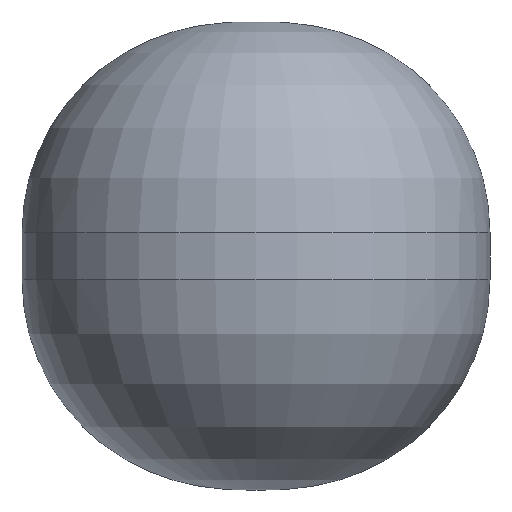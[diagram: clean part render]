
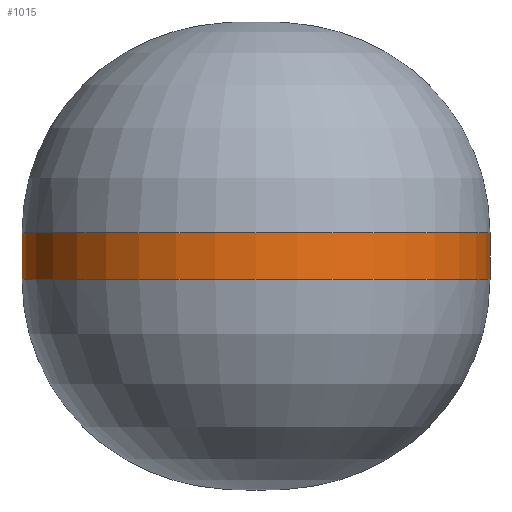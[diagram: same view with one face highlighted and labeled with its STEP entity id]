
A CAD part, front view. The second image highlights one B-rep face of the part: STEP entity #1015.
In plain terms, the highlighted cylindrical face has radius 10 mm (diameter 20 mm), a partial arc.
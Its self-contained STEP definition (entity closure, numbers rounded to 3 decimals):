
#24 = VERTEX_POINT('',#25);
#25 = CARTESIAN_POINT('',(10.,-20.,9.));
#32 = PLANE('',#33);
#33 = AXIS2_PLACEMENT_3D('',#34,#35,#36);
#34 = CARTESIAN_POINT('',(0.,0.,0.));
#35 = DIRECTION('',(0.894,0.447,-0.));
#36 = DIRECTION('',(0.447,-0.894,0.));
#85 = VERTEX_POINT('',#86);
#86 = CARTESIAN_POINT('',(10.,-20.,11.));
#112 = EDGE_CURVE('',#24,#85,#113,.T.);
#113 = SURFACE_CURVE('',#114,(#118,#125),.PCURVE_S1.);
#114 = LINE('',#115,#116);
#115 = CARTESIAN_POINT('',(10.,-20.,0.));
#116 = VECTOR('',#117,1.);
#117 = DIRECTION('',(0.,0.,1.));
#118 = PCURVE('',#32,#119);
#119 = DEFINITIONAL_REPRESENTATION('',(#120),#124);
#120 = LINE('',#121,#122);
#121 = CARTESIAN_POINT('',(22.361,0.));
#122 = VECTOR('',#123,1.);
#123 = DIRECTION('',(0.,-1.));
#124 = ( GEOMETRIC_REPRESENTATION_CONTEXT(2) 
PARAMETRIC_REPRESENTATION_CONTEXT() REPRESENTATION_CONTEXT('2D SPACE',''
  ) );
#125 = PCURVE('',#126,#131);
#126 = CYLINDRICAL_SURFACE('',#127,10.);
#127 = AXIS2_PLACEMENT_3D('',#128,#129,#130);
#128 = CARTESIAN_POINT('',(0.,-20.,0.));
#129 = DIRECTION('',(0.,0.,-1.));
#130 = DIRECTION('',(1.,0.,0.));
#131 = DEFINITIONAL_REPRESENTATION('',(#132),#136);
#132 = LINE('',#133,#134);
#133 = CARTESIAN_POINT('',(0.,0.));
#134 = VECTOR('',#135,1.);
#135 = DIRECTION('',(0.,-1.));
#136 = ( GEOMETRIC_REPRESENTATION_CONTEXT(2) 
PARAMETRIC_REPRESENTATION_CONTEXT() REPRESENTATION_CONTEXT('2D SPACE',''
  ) );
#607 = SURFACE_OF_REVOLUTION('',#608,#621);
#608 = B_SPLINE_CURVE_WITH_KNOTS('',6,(#609,#610,#611,#612,#613,#614,
    #615,#616,#617,#618,#619,#620),.UNSPECIFIED.,.F.,.F.,(7,5,7),(0.,
    0.785,1.571),.UNSPECIFIED.);
#609 = CARTESIAN_POINT('',(10.,-20.,9.));
#610 = CARTESIAN_POINT('',(10.,-20.,7.822));
#611 = CARTESIAN_POINT('',(9.815,-20.,6.644));
#612 = CARTESIAN_POINT('',(9.445,-20.,5.502));
#613 = CARTESIAN_POINT('',(8.899,-20.,4.433));
#614 = CARTESIAN_POINT('',(8.197,-20.,3.469));
#615 = CARTESIAN_POINT('',(6.531,-20.,1.803));
#616 = CARTESIAN_POINT('',(5.567,-20.,1.101));
#617 = CARTESIAN_POINT('',(4.498,-20.,0.555));
#618 = CARTESIAN_POINT('',(3.356,-20.,0.185));
#619 = CARTESIAN_POINT('',(2.178,-20.,0.));
#620 = CARTESIAN_POINT('',(1.,-20.,0.));
#621 = AXIS1_PLACEMENT('',#622,#623);
#622 = CARTESIAN_POINT('',(0.,-20.,9.));
#623 = DIRECTION('',(-0.,0.,-1.));
#776 = PLANE('',#777);
#777 = AXIS2_PLACEMENT_3D('',#778,#779,#780);
#778 = CARTESIAN_POINT('',(-10.,-20.,0.));
#779 = DIRECTION('',(-0.894,0.447,0.));
#780 = DIRECTION('',(0.447,0.894,0.));
#1015 = ADVANCED_FACE('',(#1016),#126,.T.);
#1016 = FACE_BOUND('',#1017,.T.);
#1017 = EDGE_LOOP('',(#1018,#1019,#1060,#1083));
#1018 = ORIENTED_EDGE('',*,*,#112,.T.);
#1019 = ORIENTED_EDGE('',*,*,#1020,.T.);
#1020 = EDGE_CURVE('',#85,#1021,#1023,.T.);
#1021 = VERTEX_POINT('',#1022);
#1022 = CARTESIAN_POINT('',(-10.,-20.,11.));
#1023 = SURFACE_CURVE('',#1024,(#1029,#1036),.PCURVE_S1.);
#1024 = CIRCLE('',#1025,10.);
#1025 = AXIS2_PLACEMENT_3D('',#1026,#1027,#1028);
#1026 = CARTESIAN_POINT('',(0.,-20.,11.));
#1027 = DIRECTION('',(0.,0.,-1.));
#1028 = DIRECTION('',(1.,0.,0.));
#1029 = PCURVE('',#126,#1030);
#1030 = DEFINITIONAL_REPRESENTATION('',(#1031),#1035);
#1031 = LINE('',#1032,#1033);
#1032 = CARTESIAN_POINT('',(0.,-11.));
#1033 = VECTOR('',#1034,1.);
#1034 = DIRECTION('',(1.,0.));
#1035 = ( GEOMETRIC_REPRESENTATION_CONTEXT(2) 
PARAMETRIC_REPRESENTATION_CONTEXT() REPRESENTATION_CONTEXT('2D SPACE',''
  ) );
#1036 = PCURVE('',#1037,#1054);
#1037 = SURFACE_OF_REVOLUTION('',#1038,#1051);
#1038 = B_SPLINE_CURVE_WITH_KNOTS('',6,(#1039,#1040,#1041,#1042,#1043,
    #1044,#1045,#1046,#1047,#1048,#1049,#1050),.UNSPECIFIED.,.F.,.F.,(7,
    5,7),(0.,0.785,1.571),.UNSPECIFIED.);
#1039 = CARTESIAN_POINT('',(10.,-20.,11.));
#1040 = CARTESIAN_POINT('',(10.,-20.,12.178));
#1041 = CARTESIAN_POINT('',(9.815,-20.,13.356));
#1042 = CARTESIAN_POINT('',(9.445,-20.,14.498));
#1043 = CARTESIAN_POINT('',(8.899,-20.,15.567));
#1044 = CARTESIAN_POINT('',(8.197,-20.,16.531));
#1045 = CARTESIAN_POINT('',(6.531,-20.,18.197));
#1046 = CARTESIAN_POINT('',(5.567,-20.,18.899));
#1047 = CARTESIAN_POINT('',(4.498,-20.,19.445));
#1048 = CARTESIAN_POINT('',(3.356,-20.,19.815));
#1049 = CARTESIAN_POINT('',(2.178,-20.,20.));
#1050 = CARTESIAN_POINT('',(1.,-20.,20.));
#1051 = AXIS1_PLACEMENT('',#1052,#1053);
#1052 = CARTESIAN_POINT('',(0.,-20.,11.));
#1053 = DIRECTION('',(0.,-0.,1.));
#1054 = DEFINITIONAL_REPRESENTATION('',(#1055),#1059);
#1055 = LINE('',#1056,#1057);
#1056 = CARTESIAN_POINT('',(-0.,0.));
#1057 = VECTOR('',#1058,1.);
#1058 = DIRECTION('',(-1.,0.));
#1059 = ( GEOMETRIC_REPRESENTATION_CONTEXT(2) 
PARAMETRIC_REPRESENTATION_CONTEXT() REPRESENTATION_CONTEXT('2D SPACE',''
  ) );
#1060 = ORIENTED_EDGE('',*,*,#1061,.F.);
#1061 = EDGE_CURVE('',#1062,#1021,#1064,.T.);
#1062 = VERTEX_POINT('',#1063);
#1063 = CARTESIAN_POINT('',(-10.,-20.,9.));
#1064 = SURFACE_CURVE('',#1065,(#1069,#1076),.PCURVE_S1.);
#1065 = LINE('',#1066,#1067);
#1066 = CARTESIAN_POINT('',(-10.,-20.,0.));
#1067 = VECTOR('',#1068,1.);
#1068 = DIRECTION('',(0.,0.,1.));
#1069 = PCURVE('',#126,#1070);
#1070 = DEFINITIONAL_REPRESENTATION('',(#1071),#1075);
#1071 = LINE('',#1072,#1073);
#1072 = CARTESIAN_POINT('',(3.142,0.));
#1073 = VECTOR('',#1074,1.);
#1074 = DIRECTION('',(0.,-1.));
#1075 = ( GEOMETRIC_REPRESENTATION_CONTEXT(2) 
PARAMETRIC_REPRESENTATION_CONTEXT() REPRESENTATION_CONTEXT('2D SPACE',''
  ) );
#1076 = PCURVE('',#776,#1077);
#1077 = DEFINITIONAL_REPRESENTATION('',(#1078),#1082);
#1078 = LINE('',#1079,#1080);
#1079 = CARTESIAN_POINT('',(0.,0.));
#1080 = VECTOR('',#1081,1.);
#1081 = DIRECTION('',(0.,-1.));
#1082 = ( GEOMETRIC_REPRESENTATION_CONTEXT(2) 
PARAMETRIC_REPRESENTATION_CONTEXT() REPRESENTATION_CONTEXT('2D SPACE',''
  ) );
#1083 = ORIENTED_EDGE('',*,*,#1084,.F.);
#1084 = EDGE_CURVE('',#24,#1062,#1085,.T.);
#1085 = SURFACE_CURVE('',#1086,(#1091,#1098),.PCURVE_S1.);
#1086 = CIRCLE('',#1087,10.);
#1087 = AXIS2_PLACEMENT_3D('',#1088,#1089,#1090);
#1088 = CARTESIAN_POINT('',(0.,-20.,9.));
#1089 = DIRECTION('',(0.,0.,-1.));
#1090 = DIRECTION('',(1.,0.,0.));
#1091 = PCURVE('',#126,#1092);
#1092 = DEFINITIONAL_REPRESENTATION('',(#1093),#1097);
#1093 = LINE('',#1094,#1095);
#1094 = CARTESIAN_POINT('',(0.,-9.));
#1095 = VECTOR('',#1096,1.);
#1096 = DIRECTION('',(1.,0.));
#1097 = ( GEOMETRIC_REPRESENTATION_CONTEXT(2) 
PARAMETRIC_REPRESENTATION_CONTEXT() REPRESENTATION_CONTEXT('2D SPACE',''
  ) );
#1098 = PCURVE('',#607,#1099);
#1099 = DEFINITIONAL_REPRESENTATION('',(#1100),#1104);
#1100 = LINE('',#1101,#1102);
#1101 = CARTESIAN_POINT('',(0.,0.));
#1102 = VECTOR('',#1103,1.);
#1103 = DIRECTION('',(1.,0.));
#1104 = ( GEOMETRIC_REPRESENTATION_CONTEXT(2) 
PARAMETRIC_REPRESENTATION_CONTEXT() REPRESENTATION_CONTEXT('2D SPACE',''
  ) );
